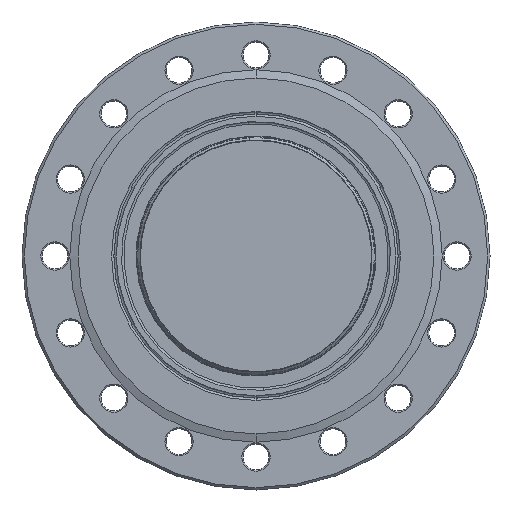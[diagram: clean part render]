
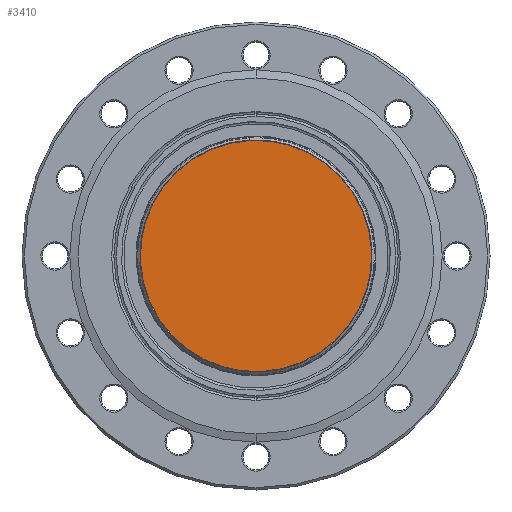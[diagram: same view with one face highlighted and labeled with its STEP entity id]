
A CAD part, front view. The second image highlights one B-rep face of the part: STEP entity #3410.
In plain terms, the highlighted planar face has unit normal (0, -1, 0).
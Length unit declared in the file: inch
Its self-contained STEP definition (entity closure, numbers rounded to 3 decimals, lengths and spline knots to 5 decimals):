
#407 = FACE_OUTER_BOUND ( 'NONE', #1109, .T. ) ;
#954 = AXIS2_PLACEMENT_3D ( 'NONE', #4725, #4731, #4735 ) ;
#1018 = ORIENTED_EDGE ( 'NONE', *, *, #2504, .F. ) ;
#1109 = EDGE_LOOP ( 'NONE', ( #1018, #1124 ) ) ;
#1124 = ORIENTED_EDGE ( 'NONE', *, *, #2473, .F. ) ;
#1690 = CIRCLE ( 'NONE', #4327, 1.4995 ) ;
#1825 = CIRCLE ( 'NONE', #954, 1.4995 ) ;
#2262 = CARTESIAN_POINT ( 'NONE',  ( 0.08137, -0.73488, -1.49729 ) ) ;
#2288 = CARTESIAN_POINT ( 'NONE',  ( -0.08137, -0.73488, 1.49729 ) ) ;
#2339 = VERTEX_POINT ( 'NONE', #2262 ) ;
#2348 = VERTEX_POINT ( 'NONE', #2288 ) ;
#2473 = EDGE_CURVE ( 'NONE', #2339, #2348, #1690, .T. ) ;
#2504 = EDGE_CURVE ( 'NONE', #2348, #2339, #1825, .T. ) ;
#3410 = ADVANCED_FACE ( 'NONE', ( #407 ), #3832, .F. ) ;
#3832 = PLANE ( 'NONE',  #4286 ) ;
#3880 = CARTESIAN_POINT ( 'NONE',  ( 0., -0.73488, 0. ) ) ;
#3916 = DIRECTION ( 'NONE',  ( 1., 0., 0. ) ) ;
#3943 = DIRECTION ( 'NONE',  ( 0., 1., 0. ) ) ;
#4286 = AXIS2_PLACEMENT_3D ( 'NONE', #3880, #3943, #3916 ) ;
#4327 = AXIS2_PLACEMENT_3D ( 'NONE', #4495, #4478, #4502 ) ;
#4478 = DIRECTION ( 'NONE',  ( 0., 1., 0. ) ) ;
#4495 = CARTESIAN_POINT ( 'NONE',  ( 0., -0.73488, 0. ) ) ;
#4502 = DIRECTION ( 'NONE',  ( 0., 0., 1. ) ) ;
#4725 = CARTESIAN_POINT ( 'NONE',  ( 0., -0.73488, 0. ) ) ;
#4731 = DIRECTION ( 'NONE',  ( 0., 1., 0. ) ) ;
#4735 = DIRECTION ( 'NONE',  ( 0., 0., 1. ) ) ;
